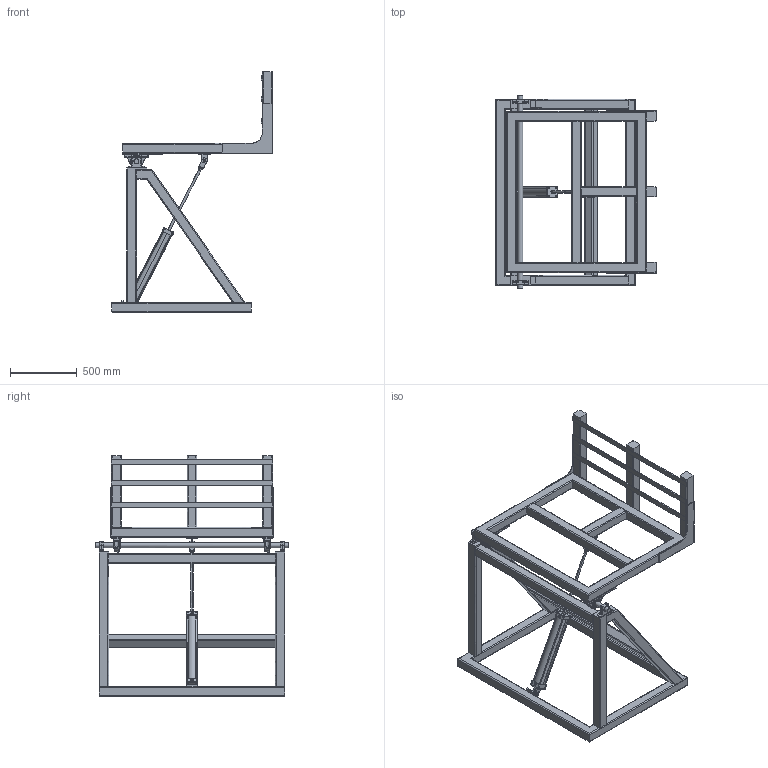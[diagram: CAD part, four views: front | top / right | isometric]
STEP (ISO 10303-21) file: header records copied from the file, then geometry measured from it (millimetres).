
FILE_DESCRIPTION(('FreeCAD Model'),'2;1');
FILE_NAME('Open CASCADE Shape Model','2025-05-07T16:01:22',('FreeCAD'),( 'FreeCAD'),'Open CASCADE STEP processor 7.6','FreeCAD','Unknown');
FILE_SCHEMA(('AUTOMOTIVE_DESIGN { 1 0 10303 214 1 1 1 1 }'));
Products named in the file (1): Open CASCADE STEP translator 7.6 1
Bounding box: 1198.35 x 1440.51 x 1799.08 mm (x, y, z)
Volume: 111233981.3 mm3; surface area: 6844010.5 mm2
Topology: 46 solids, 46 shells, 2279 faces, 5752 edges, 3520 vertices
Faces by surface type: bspline 2279
Entity records: 134200 total; most frequent: CARTESIAN_POINT 102625, ORIENTED_EDGE 11396, EDGE_CURVE 5694, VERTEX_POINT 3517, B_SPLINE_CURVE_WITH_KNOTS 2994, FACE_BOUND 2455, EDGE_LOOP 2455, ADVANCED_FACE 2279
